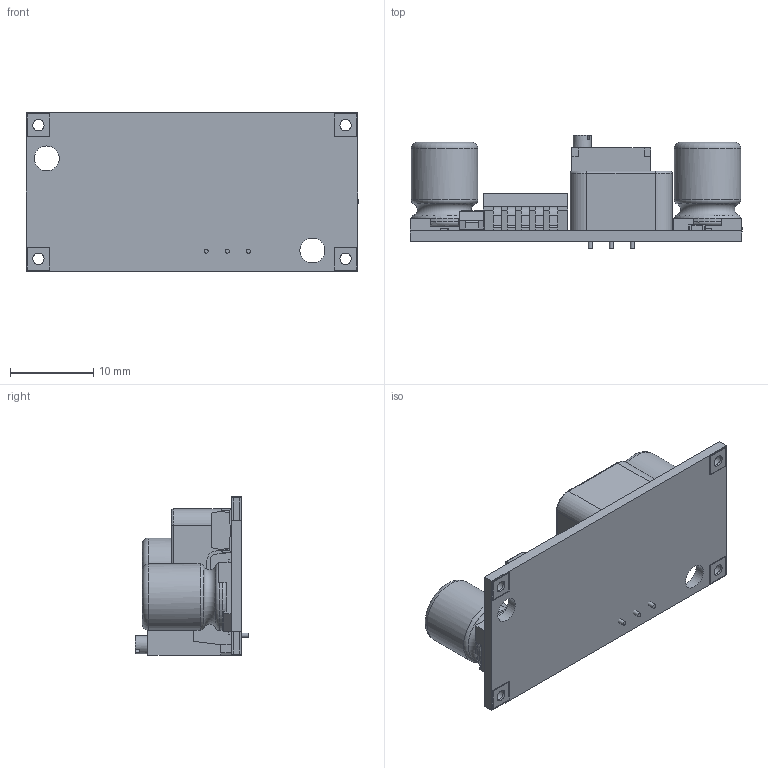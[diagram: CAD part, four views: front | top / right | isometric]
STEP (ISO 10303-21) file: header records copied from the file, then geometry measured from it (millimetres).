
FILE_DESCRIPTION(/* description */ (''),/* implementation_level */ '2;1');
FILE_NAME(/* name */ 'LM2596 DC-DC Buck Converter Module.stp',/* time_stamp */ '2019-03-04T21:30:26+01:00',/* author */ ('ZEUSLAP'),/* organization */ (''),/* preprocessor_version */ 'ST-DEVELOPER v16.13',/* originating_system */ 'Autodesk Inventor 2018',/* authorisation */ '');
FILE_SCHEMA (('AUTOMOTIVE_DESIGN { 1 0 10303 214 3 1 1 }'));
Length unit declared in the file: millimetre
Products named in the file (10): LM2536 DC-DC Buck Converter Module; Solid7; Solid14; Diode SMA; Solid40; Solid34; Solid20; Solid25; CAPSMD220-35; solder_hole
Assembly tree (13 placements, depth 2):
  LM2536 DC-DC Buck Converter Module
    Solid7
    Solid14
    CAPSMD220-35  x2
    Diode SMA
    Solid40
    Solid34
    Solid20
    Solid25
    solder_hole  x4
Bounding box: 40 x 13.65 x 19.09 mm (x, y, z)
Volume: 3918.8 mm3; surface area: 4321.7 mm2
Topology: 20 solids, 20 shells, 892 faces, 2260 edges, 1429 vertices
Faces by surface type: plane 467, cylinder 196, bspline 150, sphere 56, torus 14, cone 9
Full cylindrical faces by diameter (mm): 0.51 x3, 1 x1, 1.02 x1, 1.353 x4, 1.364 x4, 2.19 x1, 3 x2, 8 x2
Entity records: 21196 total; most frequent: CARTESIAN_POINT 5112, ORIENTED_EDGE 3260, DIRECTION 2948, EDGE_CURVE 1630, LINE 1050, VECTOR 1050, VERTEX_POINT 1019, AXIS2_PLACEMENT_3D 949
